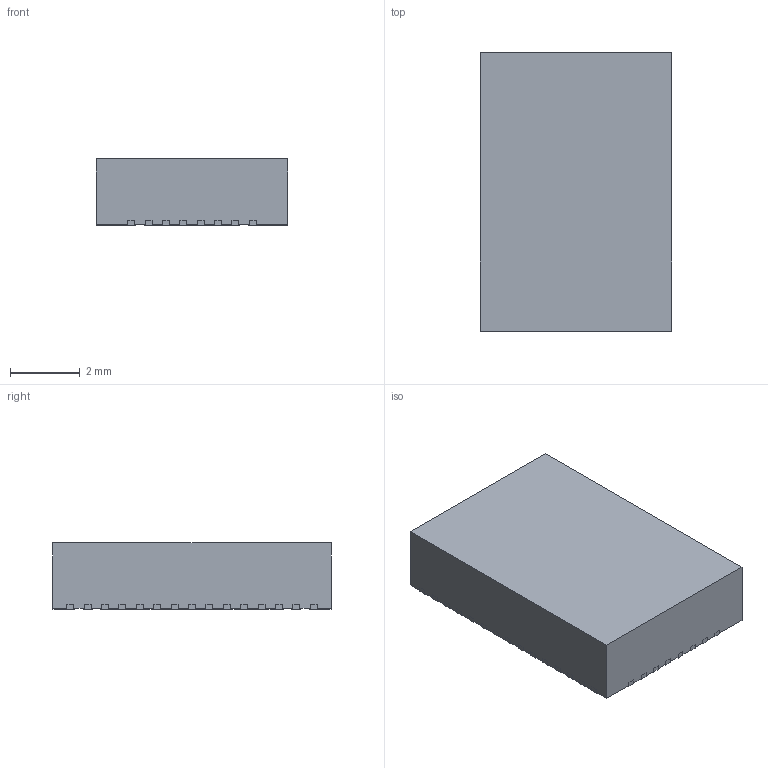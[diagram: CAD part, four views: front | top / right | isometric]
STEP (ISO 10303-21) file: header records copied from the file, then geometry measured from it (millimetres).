
FILE_DESCRIPTION((''),'2;1');
FILE_NAME('RDB0051A_ASM','2020-03-12T11:12:23',('a0412086'),(''),'CREO PARAMETRIC BY PTC INC, 2019292','CREO PARAMETRIC BY PTC INC, 2019292','');
FILE_SCHEMA(('AUTOMOTIVE_DESIGN { 1 0 10303 214 1 1 1 1 }'));
Length unit declared in the file: millimetre
Products named in the file (3): FRAME; MOLD; RDB0051A_ASM
Assembly tree (2 placements, depth 2):
  RDB0051A_ASM
    FRAME
    MOLD
Bounding box: 5.5 x 8 x 1.9 mm (x, y, z)
Volume: 82.9 mm3; surface area: 198.1 mm2
Topology: 52 solids, 52 shells, 1173 faces, 3192 edges, 2128 vertices
Faces by surface type: plane 647, cylinder 526
Entity records: 47607 total; most frequent: DIRECTION 6600, CARTESIAN_POINT 6505, ORIENTED_EDGE 6384, PRESENTATION_STYLE_ASSIGNMENT 3290, STYLED_ITEM 3244, CURVE_STYLE 3192, EDGE_CURVE 3192, AXIS2_PLACEMENT_3D 2230
